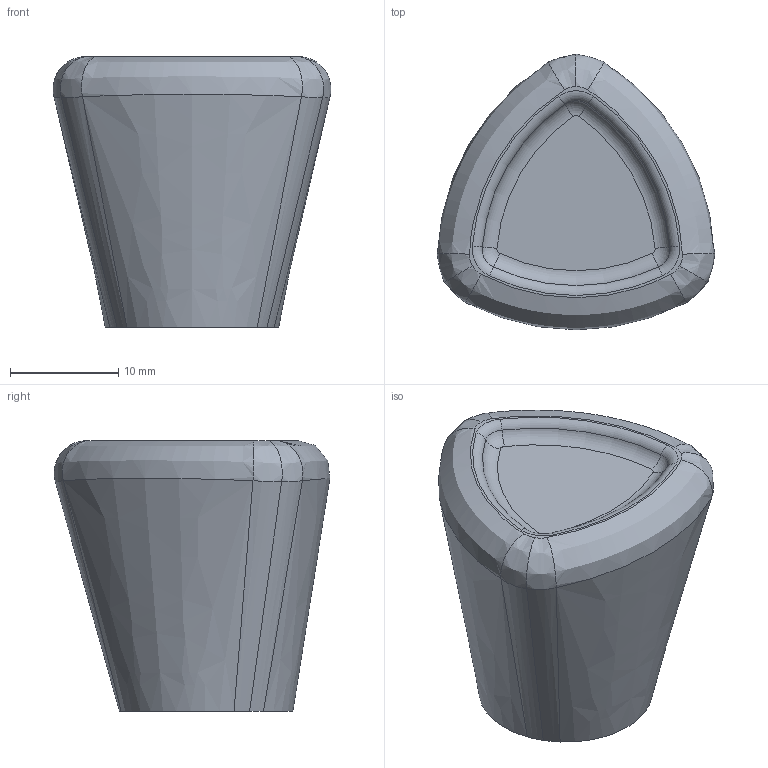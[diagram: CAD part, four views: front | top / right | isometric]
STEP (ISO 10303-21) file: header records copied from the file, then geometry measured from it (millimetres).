
FILE_DESCRIPTION(('Creo Elements/Direct Modeling STEP Export'),'2;1');
FILE_NAME('SP75-25.stp','2024-04-23T12:49:48',(''),(''),'Creo Elements/Direct Modeling STEP processor for AP214 (Solid Model)','Creo Elements/Direct Modeling 20.0 12-Nov-2016 (C) Parametric Technology GmbH','');
FILE_SCHEMA(('AUTOMOTIVE_DESIGN { 1 0 10303 214 1 1 1 1 }'));
Length unit declared in the file: millimetre
Products named in the file (3): Muffe; Knopf; SP75-25
Assembly tree (2 placements, depth 2):
  SP75-25
    Knopf
    Muffe
Bounding box: 25.66 x 25.46 x 25 mm (x, y, z)
Volume: 8350.3 mm3; surface area: 2989 mm2
Topology: 2 solids, 2 shells, 81 faces, 183 edges, 108 vertices
Faces by surface type: plane 37, bspline 18, torus 12, cone 8, cylinder 6
Entity records: 4272 total; most frequent: CARTESIAN_POINT 2694, ORIENTED_EDGE 362, DIRECTION 220, EDGE_CURVE 181, VERTEX_POINT 108, AXIS2_PLACEMENT_3D 85, EDGE_LOOP 85, FACE_OUTER_BOUND 81
